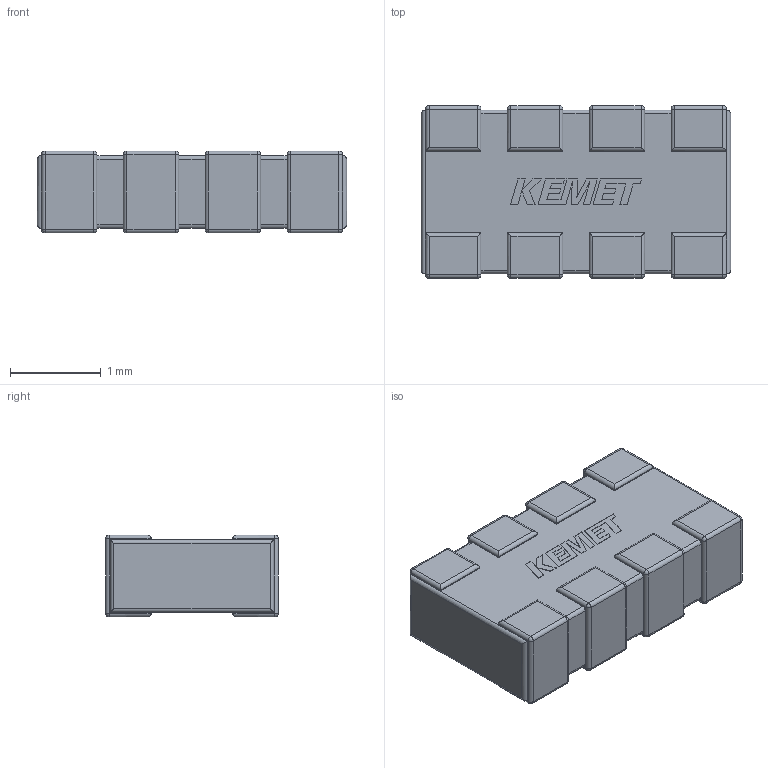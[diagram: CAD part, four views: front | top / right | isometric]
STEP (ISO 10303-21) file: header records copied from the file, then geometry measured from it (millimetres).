
FILE_DESCRIPTION (( 'STEP AP214' ), '1' );
FILE_NAME ('Default.STEP', '2017-05-16T19:14:08', ( '' ), ( '' ), 'SwSTEP 2.0', 'SolidWorks 2014', '' );
FILE_SCHEMA (( 'AUTOMOTIVE_DESIGN' ));
Length unit declared in the file: millimetre
Products named in the file (1): Default
Bounding box: 3.4 x 1.9 x 0.9 mm (x, y, z)
Volume: 5.3 mm3; surface area: 22.9 mm2
Topology: 4 solids, 4 shells, 259 faces, 649 edges, 366 vertices
Faces by surface type: plane 127, cylinder 100, sphere 32
Entity records: 10173 total; most frequent: CARTESIAN_POINT 1363, ORIENTED_EDGE 1234, DIRECTION 1217, EDGE_CURVE 617, VECTOR 457, LINE 457, AXIS2_PLACEMENT_3D 380, VERTEX_POINT 366
